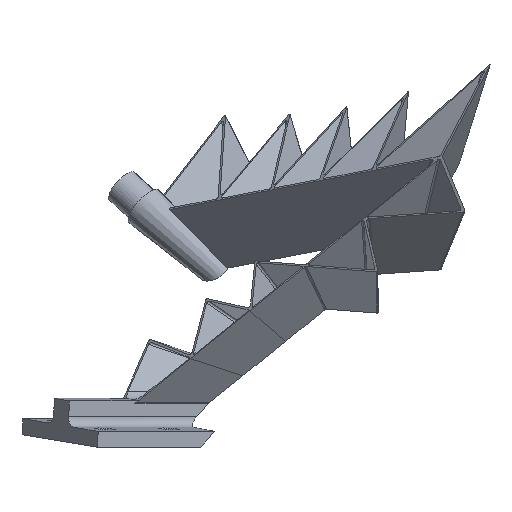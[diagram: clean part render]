
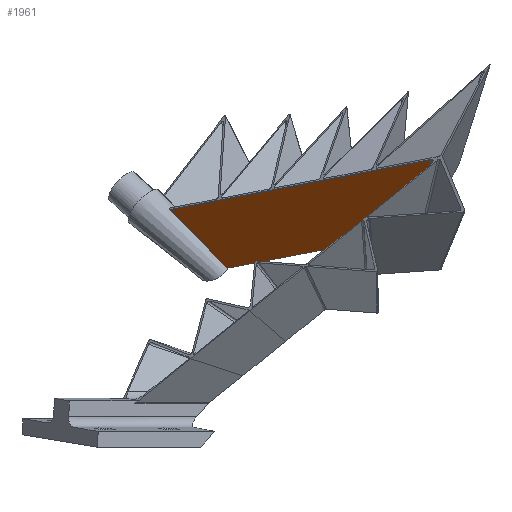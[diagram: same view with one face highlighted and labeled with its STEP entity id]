
A CAD part, left-side view. The second image highlights one B-rep face of the part: STEP entity #1961.
In plain terms, the highlighted planar face has unit normal (-0.691, 0.639, -0.337).
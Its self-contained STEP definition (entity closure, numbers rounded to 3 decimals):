
#112 = DIRECTION ( 'NONE',  ( -0.567, -0.19, 0.802 ) ) ;
#136 = LINE ( 'NONE', #1373, #841 ) ;
#169 = DIRECTION ( 'NONE',  ( 0.707, 0.695, -0.133 ) ) ;
#233 = ORIENTED_EDGE ( 'NONE', *, *, #1086, .T. ) ;
#302 = ORIENTED_EDGE ( 'NONE', *, *, #2339, .F. ) ;
#701 = CARTESIAN_POINT ( 'NONE',  ( 28.234, 65.5, 65.24 ) ) ;
#756 = AXIS2_PLACEMENT_3D ( 'NONE', #1704, #3721, #4143 ) ;
#841 = VECTOR ( 'NONE', #169, 1000. ) ;
#946 = LINE ( 'NONE', #1627, #3567 ) ;
#956 = CARTESIAN_POINT ( 'NONE',  ( -38.696, -10.71, 58.036 ) ) ;
#977 = EDGE_LOOP ( 'NONE', ( #302, #4372, #233, #3999 ) ) ;
#1028 = CARTESIAN_POINT ( 'NONE',  ( 26.382, 61.251, 60.985 ) ) ;
#1071 = VERTEX_POINT ( 'NONE', #3296 ) ;
#1086 = EDGE_CURVE ( 'NONE', #3779, #3267, #136, .T. ) ;
#1197 = CARTESIAN_POINT ( 'NONE',  ( 28.234, 65.5, 65.24 ) ) ;
#1244 = CARTESIAN_POINT ( 'NONE',  ( -56.207, -16.593, 82.796 ) ) ;
#1373 = CARTESIAN_POINT ( 'NONE',  ( -13.949, 24.054, 73.185 ) ) ;
#1627 = CARTESIAN_POINT ( 'NONE',  ( -10.682, 16.814, 52.76 ) ) ;
#1704 = CARTESIAN_POINT ( 'NONE',  ( -6.114, 6.688, 24.195 ) ) ;
#1768 = VECTOR ( 'NONE', #112, 1000. ) ;
#1840 = CARTESIAN_POINT ( 'NONE',  ( 20.264, 47.22, 46.932 ) ) ;
#1961 = ADVANCED_FACE ( 'NONE', ( #2742 ), #3319, .F. ) ;
#2077 = EDGE_CURVE ( 'NONE', #1071, #3267, #3821, .T. ) ;
#2339 = EDGE_CURVE ( 'NONE', #3764, #1071, #946, .T. ) ;
#2364 = EDGE_CURVE ( 'NONE', #3764, #3779, #4080, .T. ) ;
#2677 = CARTESIAN_POINT ( 'NONE',  ( 24.529, 57.002, 56.729 ) ) ;
#2742 = FACE_OUTER_BOUND ( 'NONE', #977, .T. ) ;
#3267 = VERTEX_POINT ( 'NONE', #1197 ) ;
#3296 = CARTESIAN_POINT ( 'NONE',  ( 20.264, 47.22, 46.932 ) ) ;
#3319 = PLANE ( 'NONE',  #756 ) ;
#3487 = CARTESIAN_POINT ( 'NONE',  ( 21.872, 50.909, 50.626 ) ) ;
#3567 = VECTOR ( 'NONE', #4492, 1000. ) ;
#3721 = DIRECTION ( 'NONE',  ( 0.691, -0.639, 0.337 ) ) ;
#3764 = VERTEX_POINT ( 'NONE', #956 ) ;
#3779 = VERTEX_POINT ( 'NONE', #4657 ) ;
#3821 = B_SPLINE_CURVE_WITH_KNOTS ( 'NONE', 3,
 ( #1840, #3924, #3487, #3937, #2677, #1028, #701 ),
 .UNSPECIFIED., .F., .F.,
 ( 4, 3, 4 ),
 ( 0., 0.009, 0.028 ),
 .UNSPECIFIED. ) ;
#3924 = CARTESIAN_POINT ( 'NONE',  ( 21.068, 49.064, 48.779 ) ) ;
#3937 = CARTESIAN_POINT ( 'NONE',  ( 22.676, 52.753, 52.474 ) ) ;
#3999 = ORIENTED_EDGE ( 'NONE', *, *, #2077, .F. ) ;
#4080 = LINE ( 'NONE', #1244, #1768 ) ;
#4143 = DIRECTION ( 'NONE',  ( -0.337, 0.127, 0.933 ) ) ;
#4372 = ORIENTED_EDGE ( 'NONE', *, *, #2364, .T. ) ;
#4492 = DIRECTION ( 'NONE',  ( 0.707, 0.695, -0.133 ) ) ;
#4657 = CARTESIAN_POINT ( 'NONE',  ( -54.859, -16.141, 80.89 ) ) ;
